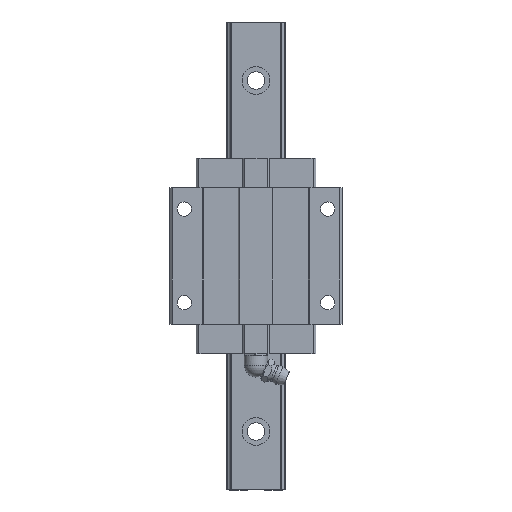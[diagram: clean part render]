
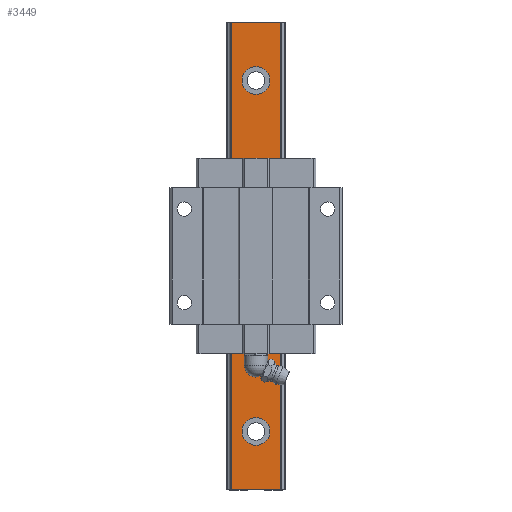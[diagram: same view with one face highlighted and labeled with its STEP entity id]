
A CAD part, top view. The second image highlights one B-rep face of the part: STEP entity #3449.
In plain terms, the highlighted planar face has unit normal (0, 0, 1).
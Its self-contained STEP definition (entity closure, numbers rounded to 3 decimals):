
#54=CIRCLE('',#4382,4.75);
#59=CIRCLE('',#4399,4.75);
#83=CIRCLE('',#4455,4.75);
#521=ORIENTED_EDGE('',*,*,#1368,.T.);
#522=ORIENTED_EDGE('',*,*,#1387,.T.);
#523=ORIENTED_EDGE('',*,*,#1472,.T.);
#524=ORIENTED_EDGE('',*,*,#1473,.T.);
#525=ORIENTED_EDGE('',*,*,#1474,.F.);
#526=ORIENTED_EDGE('',*,*,#1475,.F.);
#527=ORIENTED_EDGE('',*,*,#1470,.T.);
#1368=EDGE_CURVE('',#1871,#1871,#54,.T.);
#1387=EDGE_CURVE('',#1884,#1884,#59,.T.);
#1470=EDGE_CURVE('',#1938,#1937,#2268,.T.);
#1472=EDGE_CURVE('',#1939,#1939,#83,.T.);
#1473=EDGE_CURVE('',#1937,#1940,#2269,.T.);
#1474=EDGE_CURVE('',#1941,#1940,#2270,.T.);
#1475=EDGE_CURVE('',#1938,#1941,#2271,.T.);
#1871=VERTEX_POINT('',#5820);
#1884=VERTEX_POINT('',#5872);
#1937=VERTEX_POINT('',#6042);
#1938=VERTEX_POINT('',#6044);
#1939=VERTEX_POINT('',#6048);
#1940=VERTEX_POINT('',#6050);
#1941=VERTEX_POINT('',#6052);
#2268=LINE('',#6043,#2568);
#2269=LINE('',#6049,#2569);
#2270=LINE('',#6051,#2570);
#2271=LINE('',#6053,#2571);
#2568=VECTOR('',#4975,1000.);
#2569=VECTOR('',#4982,1000.);
#2570=VECTOR('',#4983,1000.);
#2571=VECTOR('',#4984,1000.);
#2851=EDGE_LOOP('',(#521));
#2852=EDGE_LOOP('',(#522));
#2853=EDGE_LOOP('',(#523));
#2854=EDGE_LOOP('',(#524,#525,#526,#527));
#3096=FACE_BOUND('',#2851,.T.);
#3097=FACE_BOUND('',#2852,.T.);
#3098=FACE_BOUND('',#2853,.T.);
#3099=FACE_BOUND('',#2854,.T.);
#3314=PLANE('',#4454);
#3449=ADVANCED_FACE('',(#3096,#3097,#3098,#3099),#3314,.F.);
#4382=AXIS2_PLACEMENT_3D('',#5819,#4771,#4772);
#4399=AXIS2_PLACEMENT_3D('',#5871,#4811,#4812);
#4454=AXIS2_PLACEMENT_3D('',#6046,#4978,#4979);
#4455=AXIS2_PLACEMENT_3D('',#6047,#4980,#4981);
#4771=DIRECTION('',(0.,0.,-1.));
#4772=DIRECTION('',(1.,0.,0.));
#4811=DIRECTION('',(0.,0.,-1.));
#4812=DIRECTION('',(1.,0.,0.));
#4975=DIRECTION('',(0.,1.,0.));
#4978=DIRECTION('',(0.,0.,-1.));
#4979=DIRECTION('',(-1.,0.,0.));
#4980=DIRECTION('',(0.,0.,-1.));
#4981=DIRECTION('',(1.,0.,0.));
#4982=DIRECTION('',(-1.,0.,0.));
#4983=DIRECTION('',(0.,1.,0.));
#4984=DIRECTION('',(-1.,0.,0.));
#5819=CARTESIAN_POINT('',(0.,-60.,16.5));
#5820=CARTESIAN_POINT('',(4.75,-60.,16.5));
#5871=CARTESIAN_POINT('',(0.,0.,16.5));
#5872=CARTESIAN_POINT('',(4.75,0.,16.5));
#6042=CARTESIAN_POINT('',(8.406,80.,16.5));
#6043=CARTESIAN_POINT('',(8.406,-80.,16.5));
#6044=CARTESIAN_POINT('',(8.406,-80.,16.5));
#6046=CARTESIAN_POINT('',(8.406,-80.,16.5));
#6047=CARTESIAN_POINT('',(0.,60.,16.5));
#6048=CARTESIAN_POINT('',(4.75,60.,16.5));
#6049=CARTESIAN_POINT('',(8.406,80.,16.5));
#6050=CARTESIAN_POINT('',(-8.406,80.,16.5));
#6051=CARTESIAN_POINT('',(-8.406,-80.,16.5));
#6052=CARTESIAN_POINT('',(-8.406,-80.,16.5));
#6053=CARTESIAN_POINT('',(8.406,-80.,16.5));
